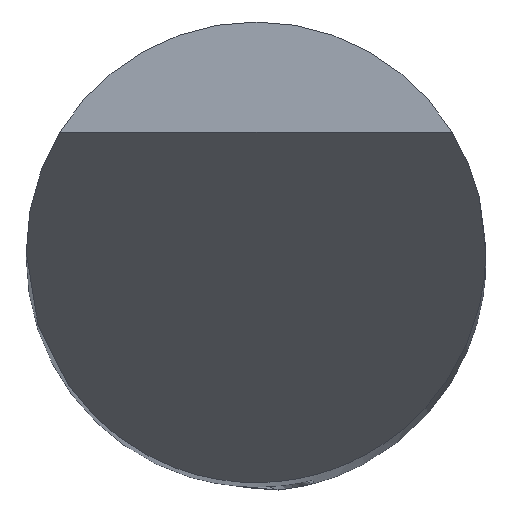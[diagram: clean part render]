
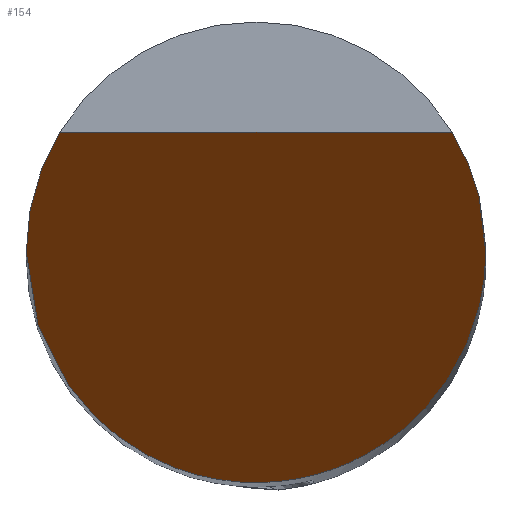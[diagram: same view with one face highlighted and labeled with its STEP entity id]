
A CAD part, top view. The second image highlights one B-rep face of the part: STEP entity #154.
In plain terms, the highlighted planar face has unit normal (0, -0.866, 0.5).
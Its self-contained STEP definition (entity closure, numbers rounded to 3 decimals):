
#50=(
BOUNDED_CURVE()
B_SPLINE_CURVE(3,(#744,#745,#746,#747),.UNSPECIFIED.,.F.,.F.)
B_SPLINE_CURVE_WITH_KNOTS((4,4),(0.,1.),.UNSPECIFIED.)
CURVE()
GEOMETRIC_REPRESENTATION_ITEM()
RATIONAL_B_SPLINE_CURVE((1.,0.333,0.333,1.))
REPRESENTATION_ITEM('')
);
#51=(
BOUNDED_CURVE()
B_SPLINE_CURVE(3,(#750,#751,#752,#753),.UNSPECIFIED.,.F.,.F.)
B_SPLINE_CURVE_WITH_KNOTS((4,4),(0.,1.),.UNSPECIFIED.)
CURVE()
GEOMETRIC_REPRESENTATION_ITEM()
RATIONAL_B_SPLINE_CURVE((1.,0.975,0.975,1.))
REPRESENTATION_ITEM('')
);
#52=(
BOUNDED_CURVE()
B_SPLINE_CURVE(3,(#754,#755,#756,#757),.UNSPECIFIED.,.F.,.F.)
B_SPLINE_CURVE_WITH_KNOTS((4,4),(0.,1.),.UNSPECIFIED.)
CURVE()
GEOMETRIC_REPRESENTATION_ITEM()
RATIONAL_B_SPLINE_CURVE((1.,0.975,0.975,1.))
REPRESENTATION_ITEM('')
);
#64=LINE('',#739,#99);
#99=VECTOR('',#575,1.);
#136=PLANE('',#535);
#154=ADVANCED_FACE('',(#181),#136,.T.);
#181=FACE_OUTER_BOUND('',#207,.T.);
#207=EDGE_LOOP('',(#239,#240,#241,#242));
#239=ORIENTED_EDGE('',*,*,#411,.T.);
#240=ORIENTED_EDGE('',*,*,#412,.T.);
#241=ORIENTED_EDGE('',*,*,#409,.T.);
#242=ORIENTED_EDGE('',*,*,#413,.T.);
#365=VERTEX_POINT('',#740);
#366=VERTEX_POINT('',#741);
#367=VERTEX_POINT('',#748);
#368=VERTEX_POINT('',#749);
#409=EDGE_CURVE('',#365,#366,#64,.T.);
#411=EDGE_CURVE('',#367,#368,#50,.T.);
#412=EDGE_CURVE('',#368,#365,#51,.T.);
#413=EDGE_CURVE('',#366,#367,#52,.T.);
#535=AXIS2_PLACEMENT_3D('',#758,#580,#581);
#575=DIRECTION('',(-1.,0.,0.));
#580=DIRECTION('',(0.,-0.866,0.5));
#581=DIRECTION('',(0.,0.5,0.866));
#739=CARTESIAN_POINT('',(-82.369,1.299,2.25));
#740=CARTESIAN_POINT('',(2.136,1.299,2.25));
#741=CARTESIAN_POINT('',(-2.136,1.299,2.25));
#744=CARTESIAN_POINT('',(-2.5,0.,0.));
#745=CARTESIAN_POINT('',(-2.5,-5.,-8.66));
#746=CARTESIAN_POINT('',(2.5,-5.,-8.66));
#747=CARTESIAN_POINT('',(2.5,0.,0.));
#748=CARTESIAN_POINT('',(-2.5,0.,0.));
#749=CARTESIAN_POINT('',(2.5,0.,0.));
#750=CARTESIAN_POINT('',(2.5,0.,0.));
#751=CARTESIAN_POINT('',(2.5,0.461,0.799));
#752=CARTESIAN_POINT('',(2.376,0.905,1.568));
#753=CARTESIAN_POINT('',(2.136,1.299,2.25));
#754=CARTESIAN_POINT('',(-2.136,1.299,2.25));
#755=CARTESIAN_POINT('',(-2.376,0.905,1.568));
#756=CARTESIAN_POINT('',(-2.5,0.461,0.799));
#757=CARTESIAN_POINT('',(-2.5,0.,0.));
#758=CARTESIAN_POINT('',(-82.369,4.054,7.021));
